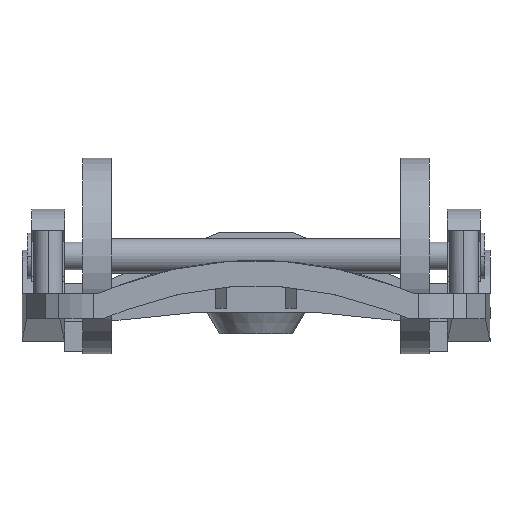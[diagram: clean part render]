
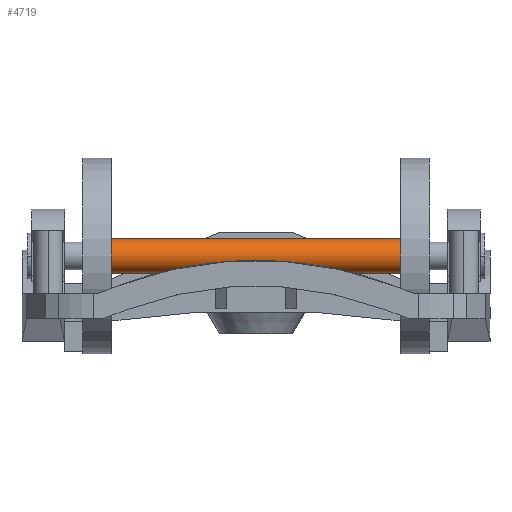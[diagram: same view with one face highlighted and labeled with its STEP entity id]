
A CAD part, left-side view. The second image highlights one B-rep face of the part: STEP entity #4719.
In plain terms, the highlighted cylindrical face has radius 80 mm (diameter 160 mm), a partial arc.
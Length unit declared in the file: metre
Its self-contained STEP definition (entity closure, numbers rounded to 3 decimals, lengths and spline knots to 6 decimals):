
#777 = DIRECTION ( 'NONE',  ( 0., 1., 0. ) ) ;
#805 = DIRECTION ( 'NONE',  ( 0., -1., 0. ) ) ;
#1093 = DIRECTION ( 'NONE',  ( 0., 1., 0. ) ) ;
#1755 = EDGE_LOOP ( 'NONE', ( #6314, #6714, #6834, #9794 ) ) ;
#1876 = DIRECTION ( 'NONE',  ( 0., -1., 0. ) ) ;
#2151 = CIRCLE ( 'NONE', #8658, 0.08 ) ;
#2338 = VERTEX_POINT ( 'NONE', #10482 ) ;
#2602 = DIRECTION ( 'NONE',  ( 0., 0., 1. ) ) ;
#2889 = LINE ( 'NONE', #3709, #5513 ) ;
#3059 = EDGE_CURVE ( 'NONE', #10642, #2338, #6618, .T. ) ;
#3163 = EDGE_CURVE ( 'NONE', #8463, #10642, #2889, .T. ) ;
#3224 = DIRECTION ( 'NONE',  ( 0., 0., 1. ) ) ;
#3265 = AXIS2_PLACEMENT_3D ( 'NONE', #5115, #805, #2602 ) ;
#3351 = DIRECTION ( 'NONE',  ( 0., 1., 0. ) ) ;
#3709 = CARTESIAN_POINT ( 'NONE',  ( -13.9, 1.055, -0.38 ) ) ;
#4411 = EDGE_CURVE ( 'NONE', #6933, #2338, #5107, .T. ) ;
#4719 = ADVANCED_FACE ( 'NONE', ( #5208 ), #5960, .T. ) ;
#4740 = CARTESIAN_POINT ( 'NONE',  ( -13.9, -0.68, -0.54 ) ) ;
#5107 = LINE ( 'NONE', #8655, #5761 ) ;
#5115 = CARTESIAN_POINT ( 'NONE',  ( -13.9, 0.68, -0.46 ) ) ;
#5208 = FACE_OUTER_BOUND ( 'NONE', #1755, .T. ) ;
#5513 = VECTOR ( 'NONE', #1093, 1. ) ;
#5761 = VECTOR ( 'NONE', #3351, 1. ) ;
#5960 = CYLINDRICAL_SURFACE ( 'NONE', #8336, 0.08 ) ;
#6314 = ORIENTED_EDGE ( 'NONE', *, *, #4411, .F. ) ;
#6361 = CARTESIAN_POINT ( 'NONE',  ( -13.9, -0.68, -0.46 ) ) ;
#6618 = CIRCLE ( 'NONE', #3265, 0.08 ) ;
#6714 = ORIENTED_EDGE ( 'NONE', *, *, #8578, .F. ) ;
#6834 = ORIENTED_EDGE ( 'NONE', *, *, #3163, .T. ) ;
#6933 = VERTEX_POINT ( 'NONE', #4740 ) ;
#7660 = CARTESIAN_POINT ( 'NONE',  ( -13.9, 0.68, -0.38 ) ) ;
#7810 = CARTESIAN_POINT ( 'NONE',  ( -13.9, 1.055, -0.46 ) ) ;
#8046 = DIRECTION ( 'NONE',  ( 0., 0., 1. ) ) ;
#8336 = AXIS2_PLACEMENT_3D ( 'NONE', #7810, #777, #3224 ) ;
#8463 = VERTEX_POINT ( 'NONE', #9563 ) ;
#8578 = EDGE_CURVE ( 'NONE', #8463, #6933, #2151, .T. ) ;
#8655 = CARTESIAN_POINT ( 'NONE',  ( -13.9, 1.055, -0.54 ) ) ;
#8658 = AXIS2_PLACEMENT_3D ( 'NONE', #6361, #1876, #8046 ) ;
#9563 = CARTESIAN_POINT ( 'NONE',  ( -13.9, -0.68, -0.38 ) ) ;
#9794 = ORIENTED_EDGE ( 'NONE', *, *, #3059, .T. ) ;
#10482 = CARTESIAN_POINT ( 'NONE',  ( -13.9, 0.68, -0.54 ) ) ;
#10642 = VERTEX_POINT ( 'NONE', #7660 ) ;
